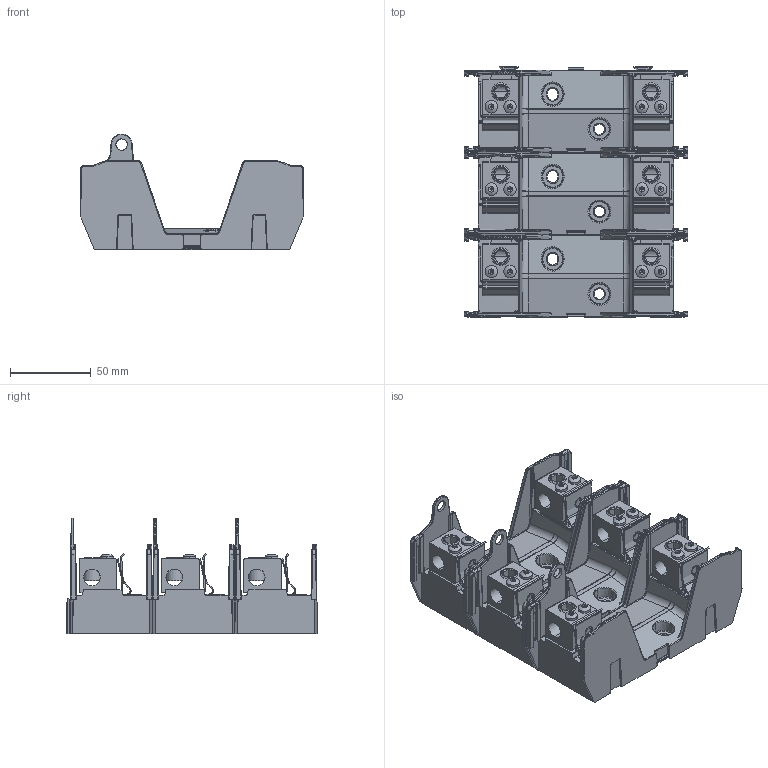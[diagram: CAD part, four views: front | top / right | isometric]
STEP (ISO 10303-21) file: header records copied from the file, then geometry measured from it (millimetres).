
FILE_DESCRIPTION (( 'STEP AP203' ), '1' );
FILE_NAME ('JM60100-1CR-3.step', '2021-12-07T12:23:41', ( '' ), ( '' ), 'SwSTEP 2.0', 'SolidWorks 2021', '' );
FILE_SCHEMA (( 'CONFIG_CONTROL_DESIGN' ));
Products named in the file (1): JM60100-1CR-3
Bounding box: 138.76 x 155.27 x 71.86 mm (x, y, z)
Surface area: 143844.4 mm2 (no closed solid volume)
Topology: 0 solids, 57 shells, 2643 faces, 7206 edges, 4467 vertices
Faces by surface type: cylinder 1155, plane 843, bspline 534, cone 63, sphere 36, torus 12
Entity records: 132746 total; most frequent: CARTESIAN_POINT 72961, ORIENTED_EDGE 13143, DIRECTION 10631, EDGE_CURVE 7113, VERTEX_POINT 4455, AXIS2_PLACEMENT_3D 3583, VECTOR 3465, LINE 3465
